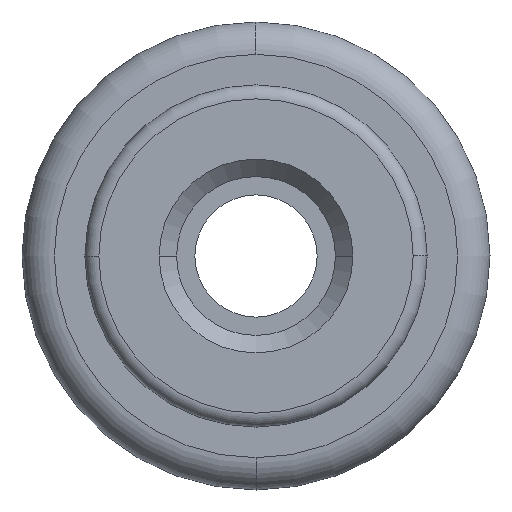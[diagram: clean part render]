
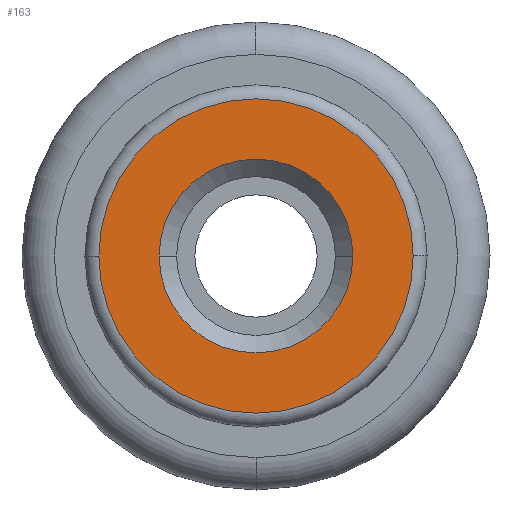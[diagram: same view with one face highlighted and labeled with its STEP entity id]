
A CAD part, front view. The second image highlights one B-rep face of the part: STEP entity #163.
In plain terms, the highlighted planar face has unit normal (0, -1, 0).
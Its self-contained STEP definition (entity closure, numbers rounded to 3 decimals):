
#163=ADVANCED_FACE('',(#381,#382),#383,.T.);
#381=FACE_BOUND('',#652,.T.);
#382=FACE_OUTER_BOUND('',#653,.T.);
#383=PLANE('',#654);
#652=EDGE_LOOP('',(#1070,#1071));
#653=EDGE_LOOP('',(#1072,#1073));
#654=AXIS2_PLACEMENT_3D('',#1074,#1075,#1076);
#1070=ORIENTED_EDGE('',*,*,#1574,.T.);
#1071=ORIENTED_EDGE('',*,*,#1696,.T.);
#1072=ORIENTED_EDGE('',*,*,#1569,.F.);
#1073=ORIENTED_EDGE('',*,*,#1697,.F.);
#1074=CARTESIAN_POINT('',(4.5,0.0,0.0));
#1075=DIRECTION('',(-0.0,-1.0,-0.0));
#1076=DIRECTION('',(-1.0,0.0,0.0));
#1569=EDGE_CURVE('',#1853,#1856,#1857,.T.);
#1574=EDGE_CURVE('',#1865,#1863,#1866,.T.);
#1696=EDGE_CURVE('',#1863,#1865,#2062,.T.);
#1697=EDGE_CURVE('',#1856,#1853,#2063,.T.);
#1853=VERTEX_POINT('',#2252);
#1856=VERTEX_POINT('',#2256);
#1857=CIRCLE('',#2257,9.0);
#1863=VERTEX_POINT('',#2264);
#1865=VERTEX_POINT('',#2267);
#1866=CIRCLE('',#2268,5.55);
#2062=CIRCLE('',#2591,5.55);
#2063=CIRCLE('',#2592,9.0);
#2252=CARTESIAN_POINT('',(9.0,0.0,0.0));
#2256=CARTESIAN_POINT('',(-9.0,0.0,0.));
#2257=AXIS2_PLACEMENT_3D('',#2955,#2956,#2957);
#2264=CARTESIAN_POINT('',(5.55,0.0,0.));
#2267=CARTESIAN_POINT('',(-5.55,0.0,0.));
#2268=AXIS2_PLACEMENT_3D('',#2963,#2964,#2965);
#2591=AXIS2_PLACEMENT_3D('',#3190,#3191,#3192);
#2592=AXIS2_PLACEMENT_3D('',#3193,#3194,#3195);
#2955=CARTESIAN_POINT('',(0.0,0.0,0.0));
#2956=DIRECTION('',(-0.0,1.0,0.0));
#2957=DIRECTION('',(1.0,0.0,0.0));
#2963=CARTESIAN_POINT('',(0.0,0.0,0.0));
#2964=DIRECTION('',(-0.0,1.0,0.0));
#2965=DIRECTION('',(1.0,0.0,0.0));
#3190=CARTESIAN_POINT('',(0.0,0.0,0.0));
#3191=DIRECTION('',(-0.0,1.0,0.0));
#3192=DIRECTION('',(1.0,0.0,0.0));
#3193=CARTESIAN_POINT('',(0.0,0.0,0.0));
#3194=DIRECTION('',(-0.0,1.0,0.0));
#3195=DIRECTION('',(1.0,0.0,0.0));
